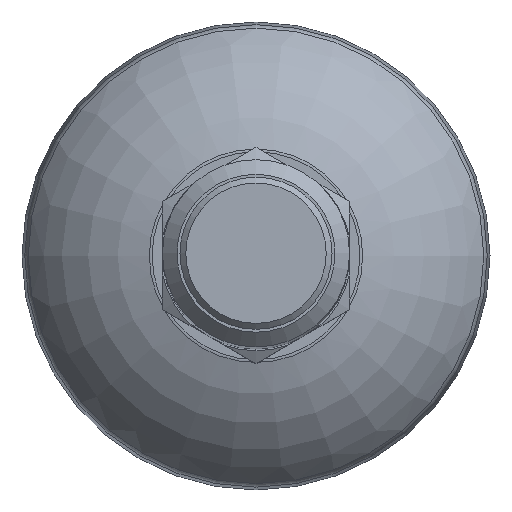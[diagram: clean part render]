
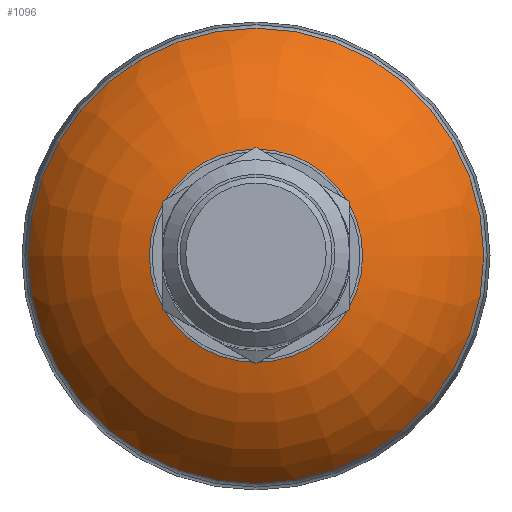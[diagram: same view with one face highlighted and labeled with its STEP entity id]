
A CAD part, top view. The second image highlights one B-rep face of the part: STEP entity #1096.
In plain terms, the highlighted toroidal (fillet/blend) face has major radius 5.036 mm and minor radius 17 mm.
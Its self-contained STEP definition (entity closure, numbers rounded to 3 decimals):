
#107=DEGENERATE_TOROIDAL_SURFACE('',#1166,5.036,17.,.T.);
#143=ORIENTED_EDGE('',*,*,#312,.F.);
#144=ORIENTED_EDGE('',*,*,#309,.T.);
#309=EDGE_CURVE('',#398,#398,#469,.T.);
#312=EDGE_CURVE('',#401,#401,#472,.T.);
#398=VERTEX_POINT('',#1481);
#401=VERTEX_POINT('',#1488);
#469=CIRCLE('',#1153,9.12);
#472=CIRCLE('',#1157,19.464);
#528=EDGE_LOOP('',(#143));
#529=EDGE_LOOP('',(#144));
#618=FACE_BOUND('',#528,.T.);
#619=FACE_BOUND('',#529,.T.);
#1096=ADVANCED_FACE('',(#618,#619),#107,.T.);
#1153=AXIS2_PLACEMENT_3D('',#1480,#1258,#1259);
#1157=AXIS2_PLACEMENT_3D('',#1487,#1266,#1267);
#1166=AXIS2_PLACEMENT_3D('',#1501,#1284,#1285);
#1258=DIRECTION('',(0.,0.,-1.));
#1259=DIRECTION('',(-1.,0.,0.));
#1266=DIRECTION('',(0.,0.,-1.));
#1267=DIRECTION('',(-1.,0.,0.));
#1284=DIRECTION('',(0.,0.,-1.));
#1285=DIRECTION('',(-1.,0.,0.));
#1480=CARTESIAN_POINT('',(0.,0.,12.967));
#1481=CARTESIAN_POINT('',(-9.12,0.,12.967));
#1487=CARTESIAN_POINT('',(0.,0.,5.455));
#1488=CARTESIAN_POINT('',(-19.464,0.,5.455));
#1501=CARTESIAN_POINT('',(0.,0.,-3.536));
